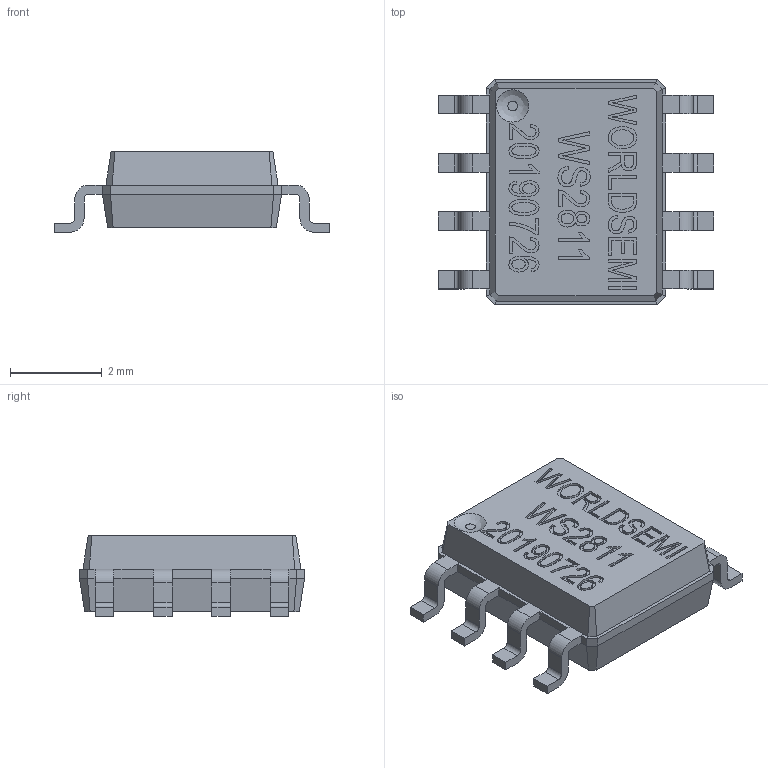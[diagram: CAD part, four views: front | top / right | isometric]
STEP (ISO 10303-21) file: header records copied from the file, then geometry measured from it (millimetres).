
FILE_DESCRIPTION(/* description */ (''),/* implementation_level */ '2;1');
FILE_NAME(/* name */ 'WS2811-SOIC8.step',/* time_stamp */ '2020-07-23T09:27:21+07:00',/* author */ (''),/* organization */ (''),/* preprocessor_version */ 'ST-DEVELOPER v18.1',/* originating_system */ 'Autodesk Translation Framework v9.3.0.1241',/* authorisation */ '');
FILE_SCHEMA (('AUTOMOTIVE_DESIGN { 1 0 10303 214 3 1 1 }'));
Length unit declared in the file: millimetre
Products named in the file (3): (Unsaved); text; MARK
Assembly tree (2 placements, depth 2):
  (Unsaved)
    text
    MARK
Bounding box: 6 x 4.9 x 1.75 mm (x, y, z)
Volume: 30.1 mm3; surface area: 82.1 mm2
Topology: 1 solids, 1 shells, 605 faces, 1654 edges, 1084 vertices
Faces by surface type: bspline 296, plane 277, cylinder 32
Entity records: 21960 total; most frequent: CARTESIAN_POINT 8389, ORIENTED_EDGE 3308, DIRECTION 1759, EDGE_CURVE 1654, VERTEX_POINT 1084, LINE 997, VECTOR 997, EDGE_LOOP 638
